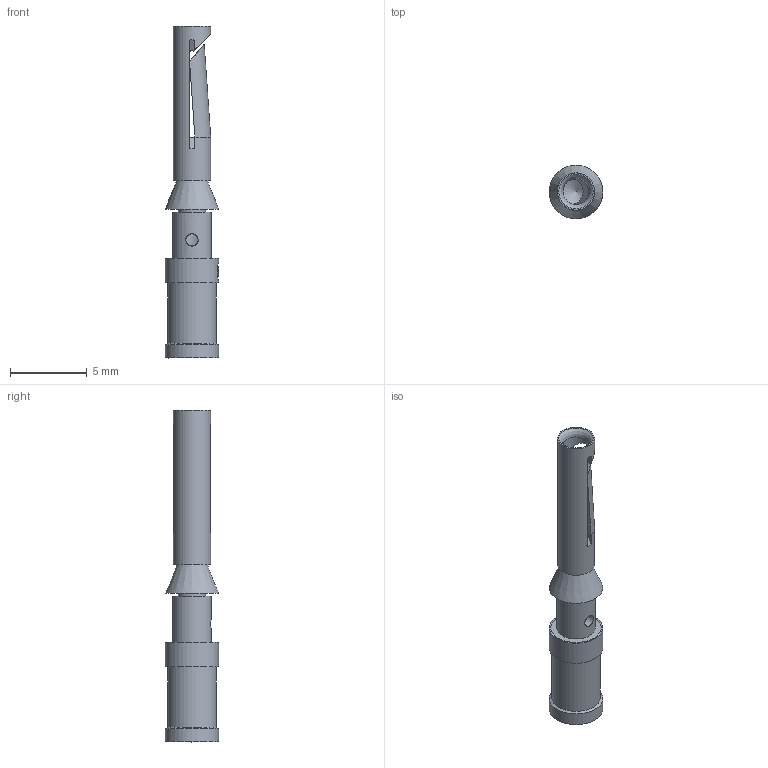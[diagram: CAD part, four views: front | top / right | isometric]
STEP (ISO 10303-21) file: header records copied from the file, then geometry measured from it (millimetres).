
FILE_DESCRIPTION(/* description */ (''),/* implementation_level */ '2;1');
FILE_NAME(/* name */ '100125559ugm000_c.stp',/* time_stamp */ '2022-03-11T16:16:38+01:00',/* author */ (''),/* organization */ (''),/* preprocessor_version */ 'ST-DEVELOPER v16.7',/* originating_system */ 'SIEMENS PLM Software NX 1911',/* authorisation */ '');
FILE_SCHEMA (('AUTOMOTIVE_DESIGN { 1 0 10303 214 3 1 1 1 }'));
Length unit declared in the file: millimetre
Products named in the file (1): 100125559ugm000_c
Bounding box: 3.5 x 3.5 x 21.65 mm (x, y, z)
Surface area: 336.3 mm2 (no closed solid volume)
Topology: 0 solids, 2 shells, 142 faces, 454 edges, 414 vertices
Faces by surface type: plane 92, cylinder 42, cone 5, extrusion 2, torus 1
Full cylindrical faces by diameter (mm): 0.137 x1, 0.161 x1, 0.8 x1, 1.5 x1, 1.7 x1, 1.77 x1, 2.25 x1, 2.43 x1, 2.54 x1, 3.17 x1, 3.3 x1, 3.5 x2
Entity records: 6789 total; most frequent: CARTESIAN_POINT 1757, DIRECTION 792, ORIENTED_EDGE 646, EDGE_CURVE 324, AXIS2_PLACEMENT_3D 279, VECTOR 234, LINE 232, PRESENTATION_STYLE_ASSIGNMENT 230
